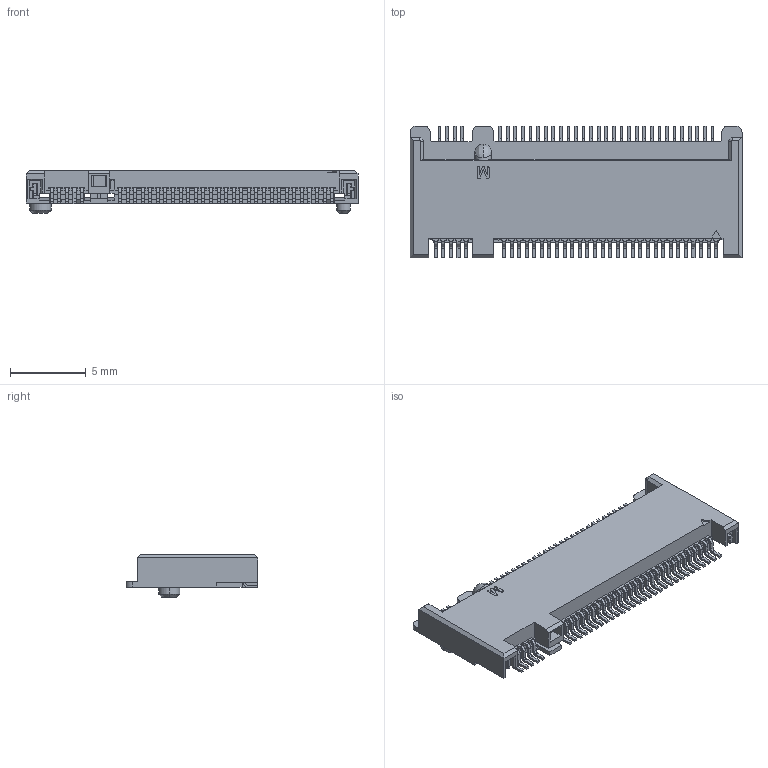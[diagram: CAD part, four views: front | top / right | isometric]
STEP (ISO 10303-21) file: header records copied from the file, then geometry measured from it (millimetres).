
FILE_DESCRIPTION(('CATIA V5 STEP Exchange'),'2;1');
FILE_NAME('S3D_6411_H2.3_KEY-M_20140110.stp','2014-02-03T09:18:08+00:00',('none'),('none'),'CATIA Version 5 Release 19 SP 8 (IN-10)','CATIA V5 STEP AP214','none');
FILE_SCHEMA(('AUTOMOTIVE_DESIGN { 1 0 10303 214 1 1 1 1 }'));
Products named in the file (1): INSULATOR H2.3 KEY E 1.0.1
Bounding box: 21.9 x 8.7 x 2.82 mm (x, y, z)
Volume: 204.2 mm3; surface area: 679.3 mm2
Topology: 1 solids, 1 shells, 1899 faces, 5346 edges, 3475 vertices
Faces by surface type: plane 1460, cylinder 427, cone 10, bspline 2
Entity records: 65096 total; most frequent: ORIENTED_EDGE 10688, CARTESIAN_POINT 10105, DIRECTION 6953, EDGE_CURVE 5344, VECTOR 4391, LINE 4391, VERTEX_POINT 3475, EDGE_LOOP 2003
